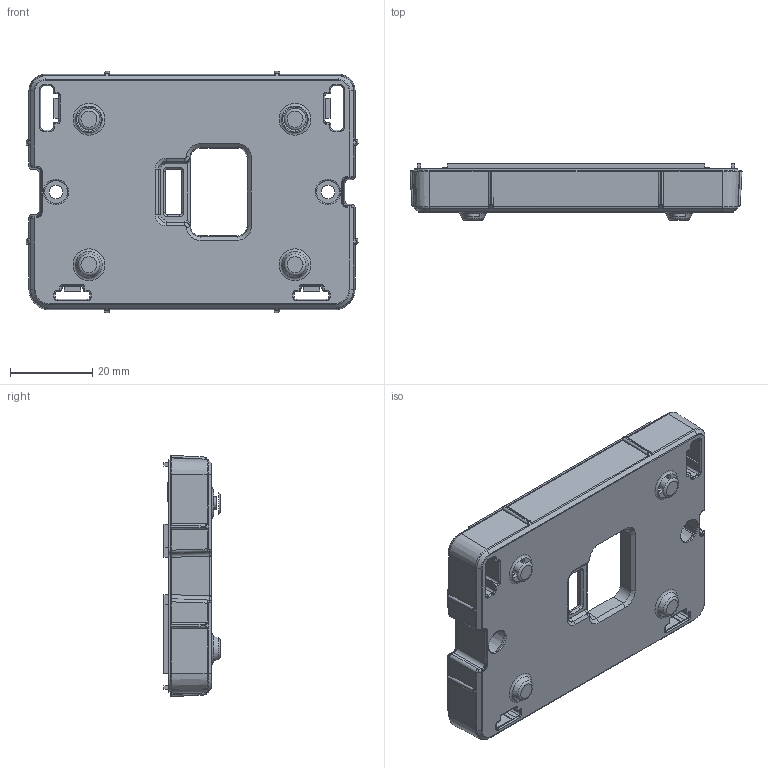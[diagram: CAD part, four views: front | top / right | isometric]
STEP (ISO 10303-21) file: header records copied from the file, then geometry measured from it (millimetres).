
FILE_DESCRIPTION(/* description */ (''),/* implementation_level */ '2;1');
FILE_NAME(/* name */ 'bbc66ed0-5600-46fc-9ad6-83316868dc0f.stp',/* time_stamp */ '2019-09-01T13:33:38-06:00',/* author */ ('sridharPR5JY'),/* organization */ (''),/* preprocessor_version */ 'ST-DEVELOPER v18',/* originating_system */ 'Autodesk Translation Framework v8.2.0.1029',/* authorisation */ '');
FILE_SCHEMA (('AUTOMOTIVE_DESIGN { 1 0 10303 214 3 1 1 }'));
Products named in the file (1): BACKPACK_INNER
Bounding box: 80.56 x 13.7 x 58.56 mm (x, y, z)
Volume: 11225.2 mm3; surface area: 16161.5 mm2
Topology: 1 solids, 1 shells, 1086 faces, 2786 edges, 1713 vertices
Faces by surface type: plane 425, cylinder 381, bspline 142, torus 58, cone 52, sphere 28
Full cylindrical faces by diameter (mm): 2 x2, 3.1 x4, 3.2 x2
Entity records: 51214 total; most frequent: CARTESIAN_POINT 25689, ORIENTED_EDGE 5560, DIRECTION 5073, EDGE_CURVE 2780, AXIS2_PLACEMENT_3D 1770, VERTEX_POINT 1713, LINE 1533, VECTOR 1533
